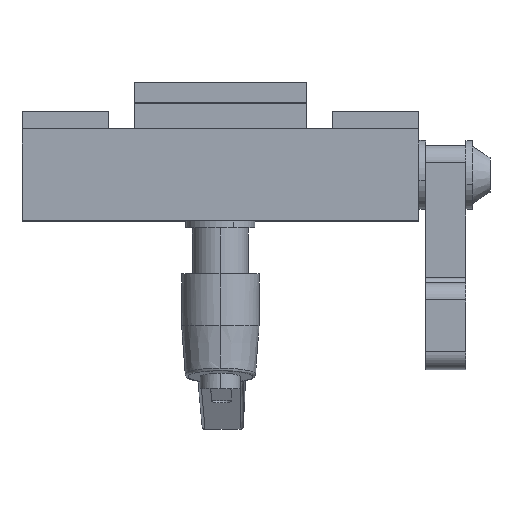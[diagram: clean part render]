
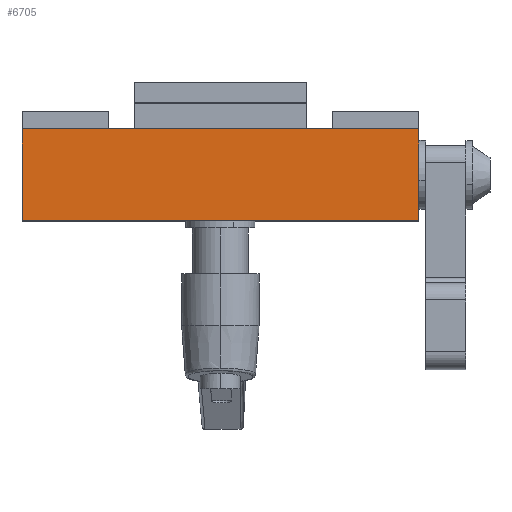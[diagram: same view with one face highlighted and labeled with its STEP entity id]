
A CAD part, top view. The second image highlights one B-rep face of the part: STEP entity #6705.
In plain terms, the highlighted planar face has unit normal (0, 0, 1).
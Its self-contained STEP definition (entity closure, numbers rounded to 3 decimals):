
#185 = DIRECTION ( 'NONE',  ( 1., 0., 0. ) ) ;
#735 = CARTESIAN_POINT ( 'NONE',  ( 34.5, 8., 14.75 ) ) ;
#1040 = DIRECTION ( 'NONE',  ( 1., 0., 0. ) ) ;
#1108 = CARTESIAN_POINT ( 'NONE',  ( 34.5, -8., 14.75 ) ) ;
#1119 = LINE ( 'NONE', #2898, #5326 ) ;
#1942 = EDGE_CURVE ( 'NONE', #5550, #3933, #3074, .T. ) ;
#2182 = DIRECTION ( 'NONE',  ( 0., 0., -1. ) ) ;
#2233 = VERTEX_POINT ( 'NONE', #6414 ) ;
#2628 = CARTESIAN_POINT ( 'NONE',  ( -34.5, 8., 14.75 ) ) ;
#2857 = ORIENTED_EDGE ( 'NONE', *, *, #3061, .T. ) ;
#2898 = CARTESIAN_POINT ( 'NONE',  ( -34.5, 8., 14.75 ) ) ;
#3061 = EDGE_CURVE ( 'NONE', #3933, #7873, #3323, .T. ) ;
#3074 = LINE ( 'NONE', #5563, #3608 ) ;
#3323 = LINE ( 'NONE', #5808, #3601 ) ;
#3601 = VECTOR ( 'NONE', #185, 1000. ) ;
#3608 = VECTOR ( 'NONE', #3763, 1000. ) ;
#3763 = DIRECTION ( 'NONE',  ( 0., -1., 0. ) ) ;
#3858 = LINE ( 'NONE', #735, #4628 ) ;
#3933 = VERTEX_POINT ( 'NONE', #4648 ) ;
#4098 = AXIS2_PLACEMENT_3D ( 'NONE', #5152, #2182, #7040 ) ;
#4172 = EDGE_CURVE ( 'NONE', #5550, #2233, #1119, .T. ) ;
#4628 = VECTOR ( 'NONE', #5734, 1000. ) ;
#4648 = CARTESIAN_POINT ( 'NONE',  ( -34.5, -8., 14.75 ) ) ;
#4911 = EDGE_LOOP ( 'NONE', ( #2857, #6504, #5898, #7917 ) ) ;
#5152 = CARTESIAN_POINT ( 'NONE',  ( -34.5, 8., 14.75 ) ) ;
#5326 = VECTOR ( 'NONE', #1040, 1000. ) ;
#5550 = VERTEX_POINT ( 'NONE', #2628 ) ;
#5563 = CARTESIAN_POINT ( 'NONE',  ( -34.5, 8., 14.75 ) ) ;
#5734 = DIRECTION ( 'NONE',  ( 0., -1., 0. ) ) ;
#5808 = CARTESIAN_POINT ( 'NONE',  ( -34.5, -8., 14.75 ) ) ;
#5898 = ORIENTED_EDGE ( 'NONE', *, *, #4172, .F. ) ;
#6414 = CARTESIAN_POINT ( 'NONE',  ( 34.5, 8., 14.75 ) ) ;
#6504 = ORIENTED_EDGE ( 'NONE', *, *, #8097, .F. ) ;
#6705 = ADVANCED_FACE ( 'NONE', ( #7792 ), #7126, .F. ) ;
#7040 = DIRECTION ( 'NONE',  ( -1., 0., 0. ) ) ;
#7126 = PLANE ( 'NONE',  #4098 ) ;
#7792 = FACE_OUTER_BOUND ( 'NONE', #4911, .T. ) ;
#7873 = VERTEX_POINT ( 'NONE', #1108 ) ;
#7917 = ORIENTED_EDGE ( 'NONE', *, *, #1942, .T. ) ;
#8097 = EDGE_CURVE ( 'NONE', #2233, #7873, #3858, .T. ) ;
